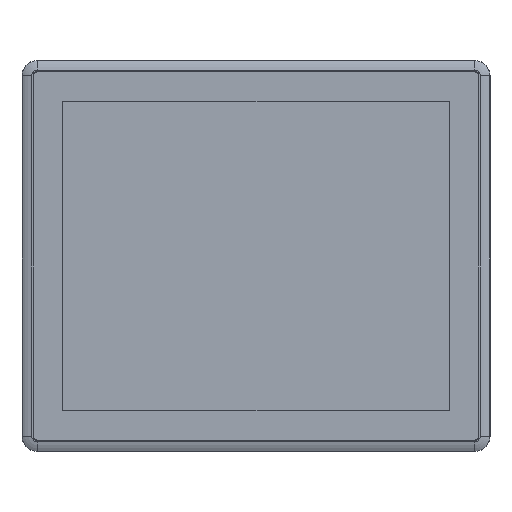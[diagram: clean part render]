
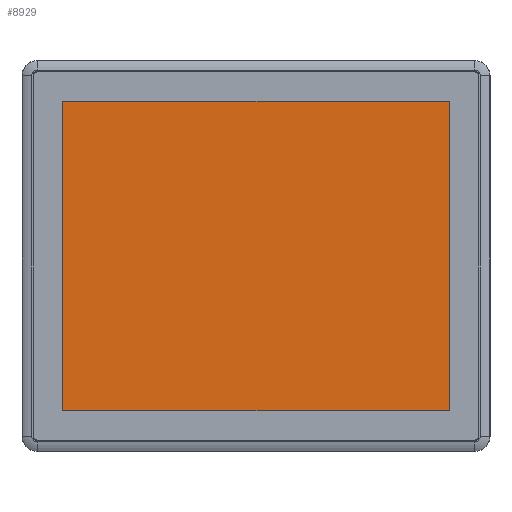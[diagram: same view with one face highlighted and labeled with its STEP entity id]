
A CAD part, top view. The second image highlights one B-rep face of the part: STEP entity #8929.
In plain terms, the highlighted planar face has unit normal (0, 0, 1).
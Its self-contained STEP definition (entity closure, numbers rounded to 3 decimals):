
#1344 = LINE ( 'NONE', #21119, #14750 ) ;
#4536 = VECTOR ( 'NONE', #17863, 1000. ) ;
#5558 = DIRECTION ( 'NONE',  ( -1., 0., 0. ) ) ;
#5628 = EDGE_CURVE ( 'NONE', #31755, #6858, #20062, .T. ) ;
#6858 = VERTEX_POINT ( 'NONE', #15972 ) ;
#7161 = DIRECTION ( 'NONE',  ( 0., 1., 0. ) ) ;
#8341 = FACE_OUTER_BOUND ( 'NONE', #25336, .T. ) ;
#8929 = ADVANCED_FACE ( 'NONE', ( #8341 ), #19016, .T. ) ;
#12582 = ORIENTED_EDGE ( 'NONE', *, *, #22776, .T. ) ;
#14613 = VECTOR ( 'NONE', #7161, 1000. ) ;
#14750 = VECTOR ( 'NONE', #28215, 1000. ) ;
#15163 = ORIENTED_EDGE ( 'NONE', *, *, #33382, .T. ) ;
#15972 = CARTESIAN_POINT ( 'NONE',  ( 189.16, 151.5, 12.8 ) ) ;
#17863 = DIRECTION ( 'NONE',  ( 0., -1., 0. ) ) ;
#19016 = PLANE ( 'NONE',  #34205 ) ;
#20062 = LINE ( 'NONE', #28137, #14613 ) ;
#21119 = CARTESIAN_POINT ( 'NONE',  ( 189.16, -151.5, 12.8 ) ) ;
#22038 = EDGE_CURVE ( 'NONE', #6858, #43311, #25867, .T. ) ;
#22776 = EDGE_CURVE ( 'NONE', #43311, #33669, #23486, .T. ) ;
#23486 = LINE ( 'NONE', #42474, #4536 ) ;
#24641 = DIRECTION ( 'NONE',  ( 0., 0., 1. ) ) ;
#25336 = EDGE_LOOP ( 'NONE', ( #38580, #31730, #12582, #15163 ) ) ;
#25805 = CARTESIAN_POINT ( 'NONE',  ( -189.16, 151.5, 12.8 ) ) ;
#25867 = LINE ( 'NONE', #33966, #29196 ) ;
#28137 = CARTESIAN_POINT ( 'NONE',  ( 189.16, -151.5, 12.8 ) ) ;
#28215 = DIRECTION ( 'NONE',  ( 1., 0., 0. ) ) ;
#29196 = VECTOR ( 'NONE', #40917, 1000. ) ;
#31730 = ORIENTED_EDGE ( 'NONE', *, *, #22038, .T. ) ;
#31755 = VERTEX_POINT ( 'NONE', #32408 ) ;
#32408 = CARTESIAN_POINT ( 'NONE',  ( 189.16, -151.5, 12.8 ) ) ;
#33382 = EDGE_CURVE ( 'NONE', #33669, #31755, #1344, .T. ) ;
#33669 = VERTEX_POINT ( 'NONE', #38938 ) ;
#33966 = CARTESIAN_POINT ( 'NONE',  ( 189.16, 151.5, 12.8 ) ) ;
#34205 = AXIS2_PLACEMENT_3D ( 'NONE', #43605, #24641, #5558 ) ;
#38580 = ORIENTED_EDGE ( 'NONE', *, *, #5628, .T. ) ;
#38938 = CARTESIAN_POINT ( 'NONE',  ( -189.16, -151.5, 12.8 ) ) ;
#40917 = DIRECTION ( 'NONE',  ( -1., 0., 0. ) ) ;
#42474 = CARTESIAN_POINT ( 'NONE',  ( -189.16, -151.5, 12.8 ) ) ;
#43311 = VERTEX_POINT ( 'NONE', #25805 ) ;
#43605 = CARTESIAN_POINT ( 'NONE',  ( 0., 0., 12.8 ) ) ;
